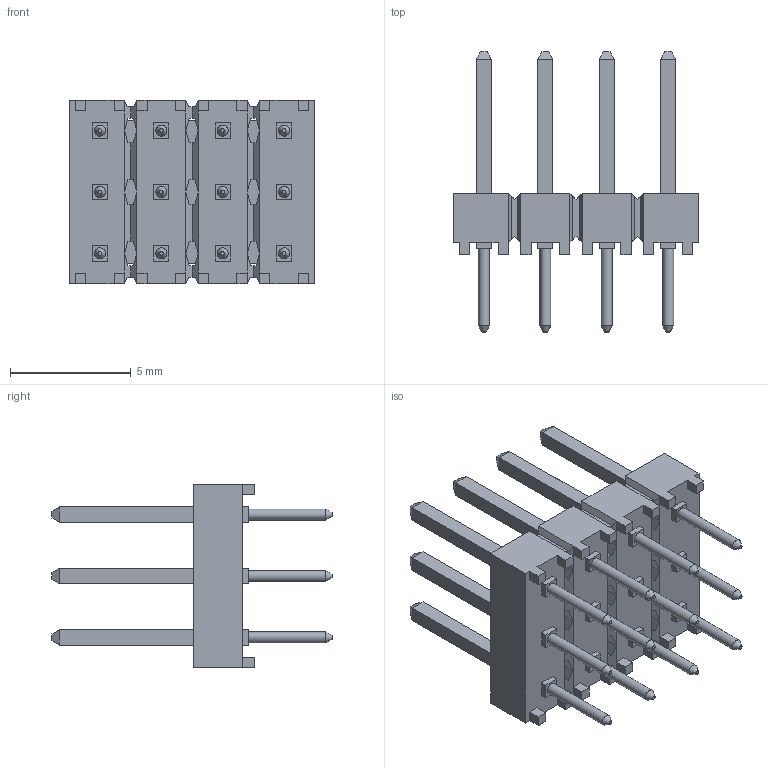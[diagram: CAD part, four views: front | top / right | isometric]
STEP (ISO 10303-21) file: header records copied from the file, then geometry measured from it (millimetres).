
FILE_DESCRIPTION(/* description */ ('STEP AP214'),/* implementation_level */ '2;1');
FILE_NAME(/* name */ 'HTSW-104-26-G-T',/* time_stamp */ '2024-08-30T02:06:40+02:00',/* author */ ('License CC BY-ND 4.0'),/* organization */ ('CADENAS'),/* preprocessor_version */ 'ST-DEVELOPER v19.3',/* originating_system */ 'PARTsolutions',/* authorisation */ ' ');
FILE_SCHEMA (('AUTOMOTIVE_DESIGN {1 0 10303 214 3 1 1}'));
Length unit declared in the file: inch
Products named in the file (4): HTSW-104-26-G-T; HTSW-104-26-G-T_body; T-1RS7-01-HTSW-1--26-4--G-T; T-1RS7-01-HTSW-1--26-4--G-T2
Assembly tree (3 placements, depth 2):
  HTSW-104-26-G-T
    HTSW-104-26-G-T_body
    T-1RS7-01-HTSW-1--26-4--G-T
    T-1RS7-01-HTSW-1--26-4--G-T2
Bounding box: 10.16 x 11.58 x 7.57 mm (x, y, z)
Volume: 189.1 mm3; surface area: 836.3 mm2
Topology: 3 solids, 3 shells, 466 faces, 1170 edges, 728 vertices
Faces by surface type: plane 442, cylinder 12, cone 12
Full cylindrical faces by diameter (mm): 0.457 x12
Entity records: 13422 total; most frequent: CARTESIAN_POINT 2320, ORIENTED_EDGE 2268, DIRECTION 2110, EDGE_CURVE 1134, LINE 1098, VECTOR 1098, VERTEX_POINT 716, EDGE_LOOP 550
